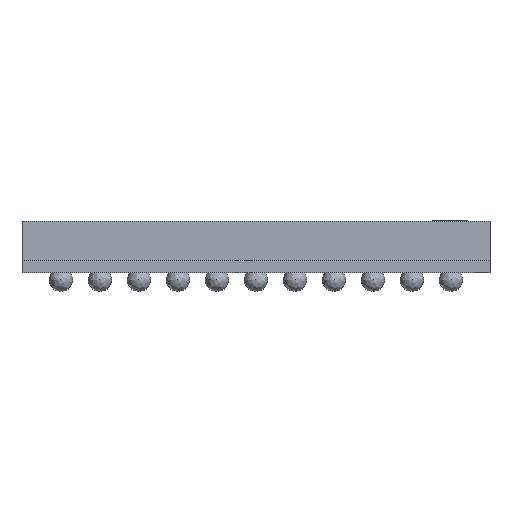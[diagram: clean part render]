
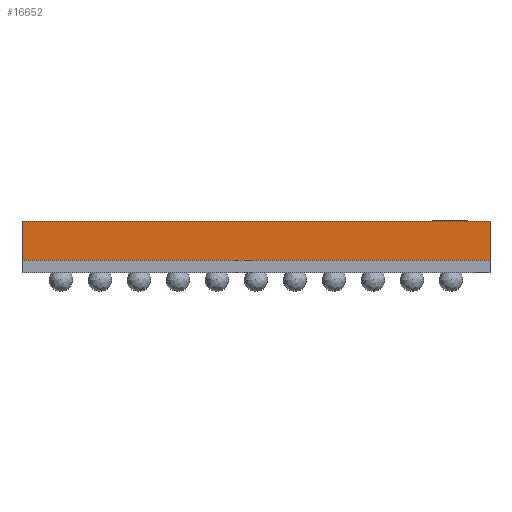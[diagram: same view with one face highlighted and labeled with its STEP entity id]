
A CAD part, left-side view. The second image highlights one B-rep face of the part: STEP entity #16652.
In plain terms, the highlighted free-form (B-spline) face has degree [1, 1] with [2, 2] control points.
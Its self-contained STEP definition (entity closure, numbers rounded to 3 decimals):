
#15834 = VERTEX_POINT('',#15835);
#15835 = CARTESIAN_POINT('',(-2.872,2.872,
    0.99));
#15840 = EDGE_CURVE('',#15834,#15841,#15843,.T.);
#15841 = VERTEX_POINT('',#15842);
#15842 = CARTESIAN_POINT('',(-2.872,-2.872,
    0.99));
#15843 = B_SPLINE_CURVE_WITH_KNOTS('',1,(#15844,#15845),.UNSPECIFIED.,
  .F.,.F.,(2,2),(0.,5.743),.PIECEWISE_BEZIER_KNOTS.);
#15844 = CARTESIAN_POINT('',(-2.872,2.872,
    0.99));
#15845 = CARTESIAN_POINT('',(-2.872,-2.872,
    0.99));
#16635 = VERTEX_POINT('',#16636);
#16636 = CARTESIAN_POINT('',(-2.872,2.872,
    0.511));
#16641 = EDGE_CURVE('',#15834,#16635,#16642,.T.);
#16642 = B_SPLINE_CURVE_WITH_KNOTS('',1,(#16643,#16644),.UNSPECIFIED.,
  .F.,.F.,(2,2),(-0.,0.479),.PIECEWISE_BEZIER_KNOTS.);
#16643 = CARTESIAN_POINT('',(-2.872,2.872,
    0.99));
#16644 = CARTESIAN_POINT('',(-2.872,2.872,
    0.511));
#16652 = ADVANCED_FACE('',(#16653),#16669,.F.);
#16653 = FACE_BOUND('',#16654,.T.);
#16654 = EDGE_LOOP('',(#16655,#16662,#16667,#16668));
#16655 = ORIENTED_EDGE('',*,*,#16656,.T.);
#16656 = EDGE_CURVE('',#16635,#16657,#16659,.T.);
#16657 = VERTEX_POINT('',#16658);
#16658 = CARTESIAN_POINT('',(-2.872,-2.872,
    0.511));
#16659 = B_SPLINE_CURVE_WITH_KNOTS('',1,(#16660,#16661),.UNSPECIFIED.,
  .F.,.F.,(2,2),(0.,5.743),.PIECEWISE_BEZIER_KNOTS.);
#16660 = CARTESIAN_POINT('',(-2.872,2.872,
    0.511));
#16661 = CARTESIAN_POINT('',(-2.872,-2.872,
    0.511));
#16662 = ORIENTED_EDGE('',*,*,#16663,.F.);
#16663 = EDGE_CURVE('',#15841,#16657,#16664,.T.);
#16664 = B_SPLINE_CURVE_WITH_KNOTS('',1,(#16665,#16666),.UNSPECIFIED.,
  .F.,.F.,(2,2),(-0.,0.479),.PIECEWISE_BEZIER_KNOTS.);
#16665 = CARTESIAN_POINT('',(-2.872,-2.872,
    0.99));
#16666 = CARTESIAN_POINT('',(-2.872,-2.872,
    0.511));
#16667 = ORIENTED_EDGE('',*,*,#15840,.F.);
#16668 = ORIENTED_EDGE('',*,*,#16641,.T.);
#16669 = B_SPLINE_SURFACE_WITH_KNOTS('',1,1,(
    (#16670,#16671)
    ,(#16672,#16673
    )),.UNSPECIFIED.,.F.,.F.,.F.,(2,2),(2,2),(-5.743,0.),(
    -0.479,0.),.PIECEWISE_BEZIER_KNOTS.);
#16670 = CARTESIAN_POINT('',(-2.872,-2.872,
    0.511));
#16671 = CARTESIAN_POINT('',(-2.872,-2.872,
    0.99));
#16672 = CARTESIAN_POINT('',(-2.872,2.872,
    0.511));
#16673 = CARTESIAN_POINT('',(-2.872,2.872,
    0.99));
